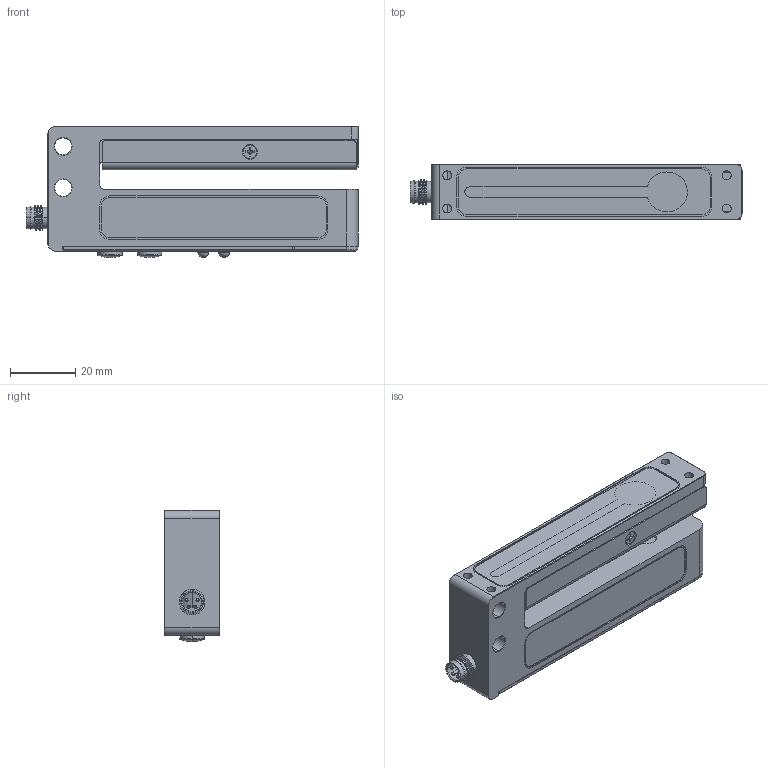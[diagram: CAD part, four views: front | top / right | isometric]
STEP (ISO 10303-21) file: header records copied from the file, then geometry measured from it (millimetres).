
FILE_DESCRIPTION (( 'STEP AP214' ), '1' );
FILE_NAME ('CLS-2xM8.STEP', '2022-01-07T13:34:52', ( 'USER' ), ( '' ), 'SwSTEP 2.0', 'SolidWorks 2021', '' );
FILE_SCHEMA (( 'AUTOMOTIVE_DESIGN' ));
Length unit declared in the file: inch
Products named in the file (1): CLS-2xM8
Bounding box: 101.59 x 16.86 x 40.14 mm (x, y, z)
Surface area: 22026.6 mm2 (no closed solid volume)
Topology: 0 solids, 53 shells, 358 faces, 1552 edges, 1232 vertices
Faces by surface type: plane 193, cylinder 85, cone 56, sphere 16, bspline 4, torus 4
Entity records: 23497 total; most frequent: CARTESIAN_POINT 6930, ORIENTED_EDGE 2241, DIRECTION 2222, EDGE_CURVE 1532, VERTEX_POINT 1224, VECTOR 892, LINE 892, AXIS2_PLACEMENT_3D 665
